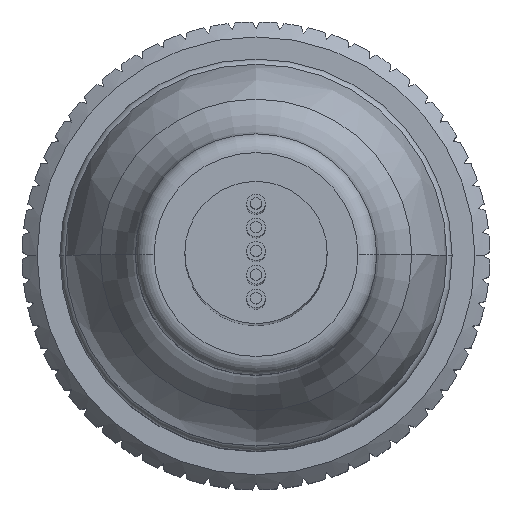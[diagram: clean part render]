
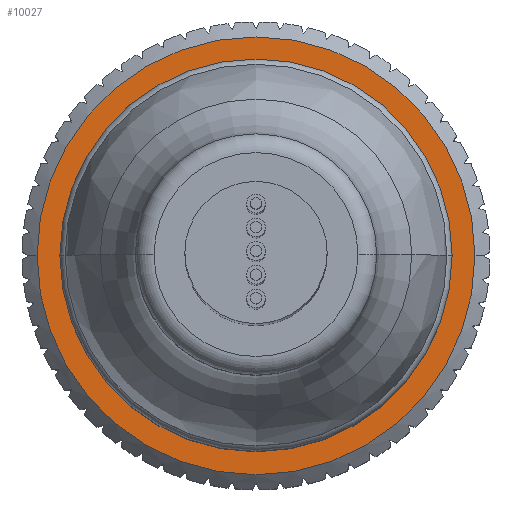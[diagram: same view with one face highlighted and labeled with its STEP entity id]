
A CAD part, top view. The second image highlights one B-rep face of the part: STEP entity #10027.
In plain terms, the highlighted planar face has unit normal (0, 0, 1).
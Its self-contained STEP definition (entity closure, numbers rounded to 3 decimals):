
#511=CARTESIAN_POINT('',(0.,0.,-39.3));
#512=DIRECTION('',(0.,0.,-1.));
#513=DIRECTION('',(1.,0.,0.));
#514=AXIS2_PLACEMENT_3D('',#511,#512,#513);
#516=CARTESIAN_POINT('',(0.,0.,-39.3));
#517=DIRECTION('',(0.,0.,1.));
#518=DIRECTION('',(1.,0.,0.));
#519=AXIS2_PLACEMENT_3D('',#516,#517,#518);
#1095=CARTESIAN_POINT('',(0.,0.,-39.3));
#1096=DIRECTION('',(0.,0.,1.));
#1097=DIRECTION('',(1.,0.,0.));
#1098=AXIS2_PLACEMENT_3D('',#1095,#1096,#1097);
#3169=CARTESIAN_POINT('',(0.,0.,-39.3));
#3170=DIRECTION('',(0.,0.,-1.));
#3171=DIRECTION('',(1.,0.,0.));
#3172=AXIS2_PLACEMENT_3D('',#3169,#3170,#3171);
#8251=CARTESIAN_POINT('',(7.1,0.,-39.3));
#8253=VERTEX_POINT('',#8251);
#8255=CARTESIAN_POINT('',(-7.1,0.,-39.3));
#8257=VERTEX_POINT('',#8255);
#8258=CARTESIAN_POINT('',(11.7,0.,-39.3));
#8259=CARTESIAN_POINT('',(-11.7,0.,-39.3));
#8260=VERTEX_POINT('',#8258);
#8261=VERTEX_POINT('',#8259);
#10012=CARTESIAN_POINT('',(0.,0.,-39.3));
#10013=DIRECTION('',(0.,0.,1.));
#10014=DIRECTION('',(-1.,0.,0.));
#10015=AXIS2_PLACEMENT_3D('',#10012,#10013,#10014);
#10016=PLANE('',#10015);
#10018=ORIENTED_EDGE('',*,*,#10017,.F.);
#10020=ORIENTED_EDGE('',*,*,#10019,.T.);
#10021=EDGE_LOOP('',(#10018,#10020));
#10022=FACE_OUTER_BOUND('',#10021,.F.);
#10023=ORIENTED_EDGE('',*,*,#10005,.F.);
#10024=ORIENTED_EDGE('',*,*,#9994,.T.);
#10025=EDGE_LOOP('',(#10023,#10024));
#10026=FACE_BOUND('',#10025,.F.);
#10027=ADVANCED_FACE('',(#10022,#10026),#10016,.T.);
#515=CIRCLE('',#514,7.1);
#520=CIRCLE('',#519,7.1);
#1099=CIRCLE('',#1098,11.7);
#3173=CIRCLE('',#3172,11.7);
#9994=EDGE_CURVE('',#8253,#8257,#520,.T.);
#10005=EDGE_CURVE('',#8253,#8257,#515,.T.);
#10017=EDGE_CURVE('',#8260,#8261,#1099,.T.);
#10019=EDGE_CURVE('',#8260,#8261,#3173,.T.);
